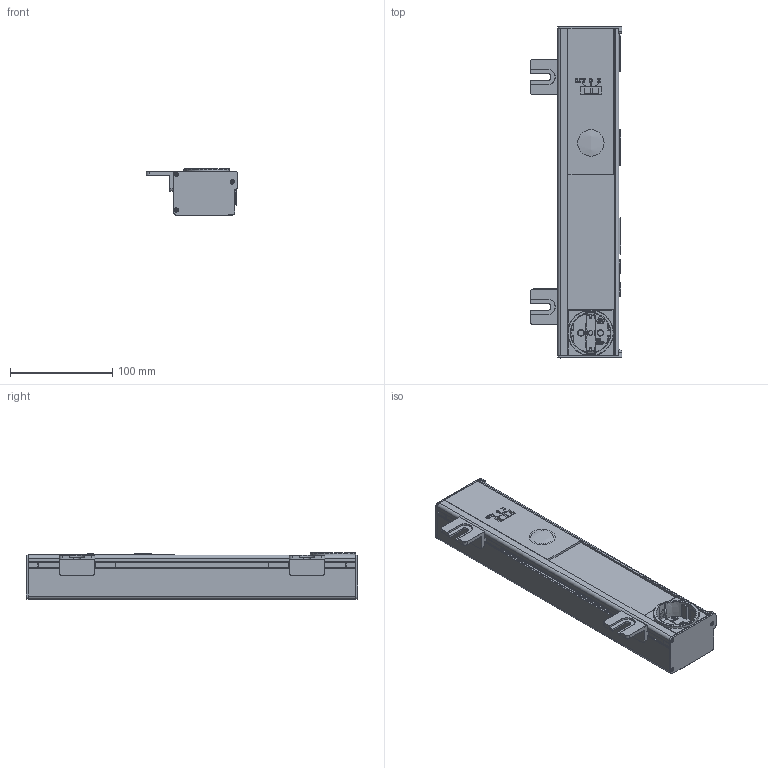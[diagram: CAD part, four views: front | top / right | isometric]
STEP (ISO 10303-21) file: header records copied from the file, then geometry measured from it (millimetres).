
FILE_DESCRIPTION(/* description */ (''),/* implementation_level */ '2;1');
FILE_NAME(/* name */ '110039_LED-A-325-ST-E-R-VX.stp',/* time_stamp */ '2023-11-12T20:11:53+01:00',/* author */ ('cad'),/* organization */ (''),/* preprocessor_version */ 'ST-DEVELOPER v15.6',/* originating_system */ 'Autodesk Inventor 2015',/* authorisation */ '');
FILE_SCHEMA (('AUTOMOTIVE_DESIGN { 1 0 10303 214 3 1 1 }'));
Products named in the file (1): 110039_LED-A-325-ST-E-R-VX_Shrinkwrap_1
Bounding box: 90.02 x 325 x 45.58 mm (x, y, z)
Surface area: 167044.3 mm2 (no closed solid volume)
Topology: 0 solids, 115 shells, 2155 faces, 7131 edges, 5049 vertices
Faces by surface type: plane 1636, cylinder 385, bspline 60, cone 48, sphere 26
Full cylindrical faces by diameter (mm): 2.797 x1, 2.8 x2, 5.5 x2
Entity records: 80819 total; most frequent: CARTESIAN_POINT 18075, ORIENTED_EDGE 12312, DIRECTION 12147, EDGE_CURVE 7102, LINE 5829, VECTOR 5829, VERTEX_POINT 5049, AXIS2_PLACEMENT_3D 3159
